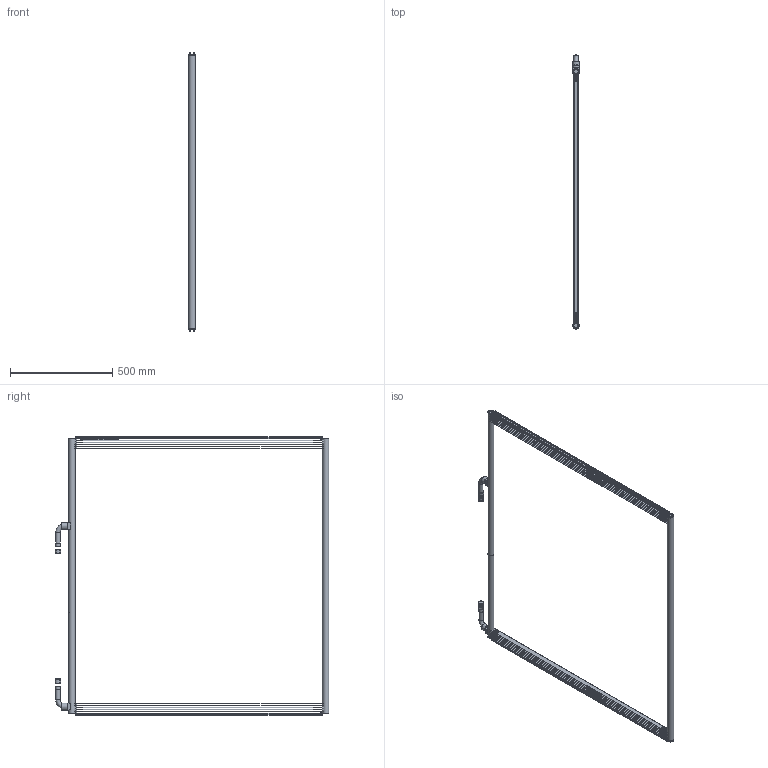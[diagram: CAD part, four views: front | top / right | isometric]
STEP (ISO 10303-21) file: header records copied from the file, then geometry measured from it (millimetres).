
FILE_DESCRIPTION(/* description */ ('Condenser'),/* implementation_level */ '2;1');
FILE_NAME(/* name */ 'X0-DF0101-08.stp',/* time_stamp */ '2024-02-28T13:41:34+08:00',/* author */ ('U262856'),/* organization */ (''),/* preprocessor_version */ 'ST-DEVELOPER v18.1',/* originating_system */ 'Autodesk Inventor 2022',/* authorisation */ '');
FILE_SCHEMA (('AUTOMOTIVE_DESIGN { 1 0 10303 214 3 1 1 }'));
Length unit declared in the file: millimetre
Products named in the file (17): Z0-DF0101; Y0-DF0101; H31-0358; H31-0357; S31b-1238; B31M-0545; T04-0150; T03-0004; D03-DF0101; T06-0177; G73-0002; T02-0009; T05-0023; T09-0008; T09-0120; T09-0064; T09-0146
Assembly tree (42 placements, depth 3):
  Z0-DF0101
    Y0-DF0101
      H31-0358
      H31-0357
      S31b-1238  x10
      B31M-0545  x10
      T04-0150  x4
      T03-0004
      D03-DF0101  x2
      T06-0177  x2
    G73-0002  x2
    T02-0009  x2
    T05-0023  x2
    T09-0008
    T09-0120
    T09-0064
    T09-0146
Bounding box: 35 x 1340.2 x 1362.9 mm (x, y, z)
Volume: 1289945.6 mm3; surface area: 1771608.7 mm2
Topology: 51 solids, 51 shells, 3078 faces, 8806 edges, 5848 vertices
Faces by surface type: plane 1533, cylinder 1479, torus 34, cone 24, bspline 8
Full cylindrical faces by diameter (mm): 3.2 x16, 18.5 x2, 19.8 x4, 21 x4, 22.2 x4, 22.4 x4, 23.8 x2, 24.6 x4, 24.8 x2, 26.8 x2, 27 x6, 28 x4, 28.4 x2, 32 x4, 33.4 x2
Entity records: 15654 total; most frequent: DIRECTION 2751, CARTESIAN_POINT 2672, ORIENTED_EDGE 2484, EDGE_CURVE 1242, AXIS2_PLACEMENT_3D 991, VERTEX_POINT 818, LINE 769, VECTOR 769
